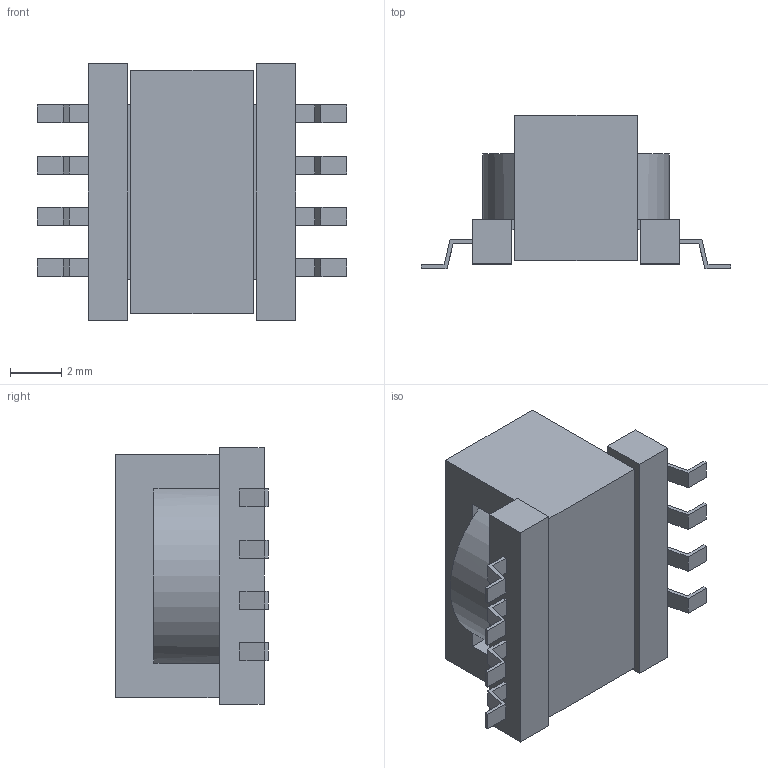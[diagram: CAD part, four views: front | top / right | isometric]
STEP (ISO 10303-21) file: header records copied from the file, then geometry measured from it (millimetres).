
FILE_DESCRIPTION (( 'STEP AP214' ), '1' );
FILE_NAME ('Coilcraft-TA7608-AL.STEP', '2015-12-22T12:31:51', ( 'Windows User' ), ( '' ), 'SwSTEP 2.0', 'SolidWorks 2016', '' );
FILE_SCHEMA (( 'AUTOMOTIVE_DESIGN' ));
Length unit declared in the file: millimetre
Products named in the file (1): Coilcraft-TA7608-AL
Bounding box: 12.07 x 5.97 x 10 mm (x, y, z)
Volume: 335.9 mm3; surface area: 483.2 mm2
Topology: 1 solids, 1 shells, 479 faces, 1206 edges, 763 vertices
Faces by surface type: bspline 239, plane 236, cylinder 4
Entity records: 23088 total; most frequent: CARTESIAN_POINT 8055, ORIENTED_EDGE 2412, DIRECTION 1222, EDGE_CURVE 1206, VERTEX_POINT 763, VECTOR 716, LINE 716, EDGE_LOOP 517
